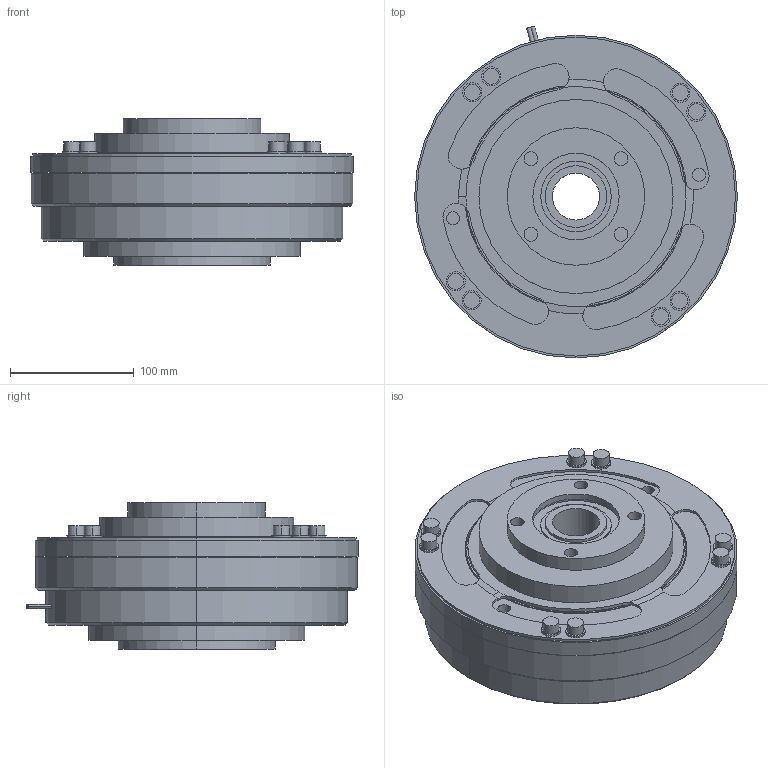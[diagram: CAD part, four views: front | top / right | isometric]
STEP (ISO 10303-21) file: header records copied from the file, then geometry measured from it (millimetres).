
FILE_DESCRIPTION (( 'STEP AP203' ), '1' );
FILE_NAME ('MMC 60E-01_80002309_乾式単板電磁クラッチ組立.STEP', '2016-03-25T00:34:47', ( ' ' ), ( '' ), 'SwSTEP 2.0', 'SolidWorks 2009', '' );
FILE_SCHEMA (( 'CONFIG_CONTROL_DESIGN' ));
Length unit declared in the file: millimetre
Products named in the file (1): MMC 60E-01_80002309_乾式単板電磁クラッチ組立
Bounding box: 261 x 268.52 x 118.3 mm (x, y, z)
Volume: 4124662.5 mm3; surface area: 309670.6 mm2
Topology: 3 solids, 3 shells, 223 faces, 521 edges, 339 vertices
Faces by surface type: cylinder 141, plane 60, cone 14, torus 8
Entity records: 6701 total; most frequent: DIRECTION 1278, CARTESIAN_POINT 1220, ORIENTED_EDGE 1026, AXIS2_PLACEMENT_3D 557, EDGE_CURVE 513, VERTEX_POINT 339, CIRCLE 333, EDGE_LOOP 280
